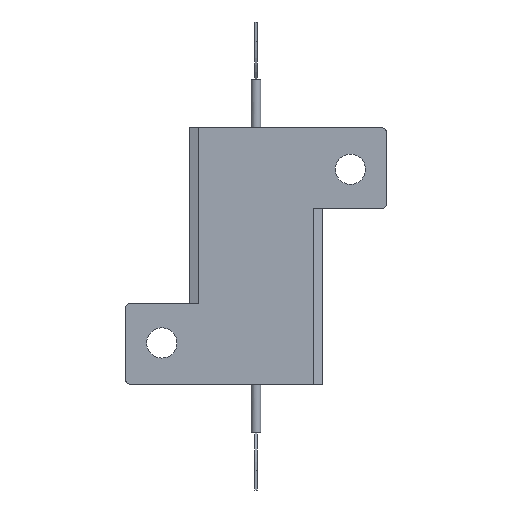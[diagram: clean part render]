
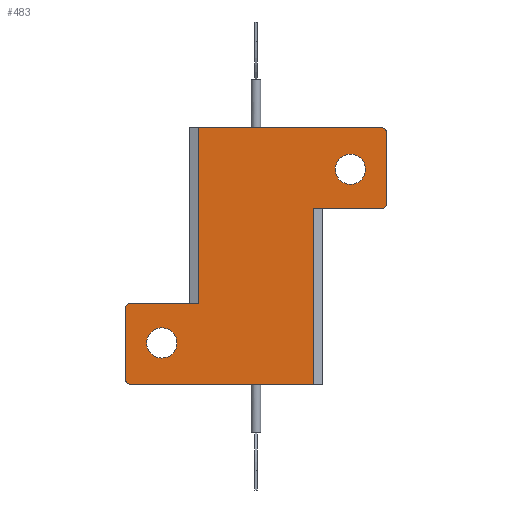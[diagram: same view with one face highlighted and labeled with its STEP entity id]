
A CAD part, front view. The second image highlights one B-rep face of the part: STEP entity #483.
In plain terms, the highlighted planar face has unit normal (0, -1, 0).
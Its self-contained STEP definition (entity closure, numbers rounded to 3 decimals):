
#5 = EDGE_CURVE ( 'NONE', #337, #1617, #3627, .T. ) ;
#37 = DIRECTION ( 'NONE',  ( 0., 0., 1. ) ) ;
#186 = EDGE_CURVE ( 'NONE', #1616, #382, #4205, .T. ) ;
#198 = EDGE_CURVE ( 'NONE', #393, #615, #4225, .T. ) ;
#283 = EDGE_CURVE ( 'NONE', #1617, #585, #4236, .T. ) ;
#290 = EDGE_CURVE ( 'NONE', #361, #355, #4250, .T. ) ;
#293 = EDGE_CURVE ( 'NONE', #341, #2270, #4255, .T. ) ;
#294 = EDGE_CURVE ( 'NONE', #342, #340, #4245, .T. ) ;
#295 = EDGE_CURVE ( 'NONE', #615, #374, #4257, .T. ) ;
#296 = EDGE_CURVE ( 'NONE', #374, #382, #4259, .T. ) ;
#337 = VERTEX_POINT ( 'NONE', #3148 ) ;
#340 = VERTEX_POINT ( 'NONE', #3151 ) ;
#341 = VERTEX_POINT ( 'NONE', #3152 ) ;
#342 = VERTEX_POINT ( 'NONE', #3153 ) ;
#355 = VERTEX_POINT ( 'NONE', #2464 ) ;
#361 = VERTEX_POINT ( 'NONE', #2470 ) ;
#364 = VERTEX_POINT ( 'NONE', #2473 ) ;
#369 = VERTEX_POINT ( 'NONE', #5160 ) ;
#374 = VERTEX_POINT ( 'NONE', #5165 ) ;
#382 = VERTEX_POINT ( 'NONE', #5173 ) ;
#393 = VERTEX_POINT ( 'NONE', #2432 ) ;
#418 = EDGE_CURVE ( 'NONE', #340, #342, #3577, .T. ) ;
#483 = ADVANCED_FACE ( 'NONE', ( #2521, #2525, #2522 ), #3337, .T. ) ;
#585 = VERTEX_POINT ( 'NONE', #1390 ) ;
#615 = VERTEX_POINT ( 'NONE', #1418 ) ;
#729 = CARTESIAN_POINT ( 'NONE',  ( -13.715, 0., -13.485 ) ) ;
#917 = AXIS2_PLACEMENT_3D ( 'NONE', #2279, #2280, #2281 ) ;
#918 = AXIS2_PLACEMENT_3D ( 'NONE', #2284, #2285, #2286 ) ;
#919 = AXIS2_PLACEMENT_3D ( 'NONE', #2289, #2290, #2291 ) ;
#953 = AXIS2_PLACEMENT_3D ( 'NONE', #4830, #4831, #4832 ) ;
#1320 = EDGE_LOOP ( 'NONE', ( #1920, #1921, #1922, #1923, #1924, #1925, #1926, #1927, #1928, #1929, #1930, #1931 ) ) ;
#1332 = CARTESIAN_POINT ( 'NONE',  ( -6.008, 0., 13.485 ) ) ;
#1333 = DIRECTION ( 'NONE',  ( 0., 0., -1. ) ) ;
#1390 = CARTESIAN_POINT ( 'NONE',  ( 6.008, 0., 4.985 ) ) ;
#1418 = CARTESIAN_POINT ( 'NONE',  ( -6.008, 0., -4.985 ) ) ;
#1474 = CARTESIAN_POINT ( 'NONE',  ( 6.008, 0., -13.485 ) ) ;
#1488 = CARTESIAN_POINT ( 'NONE',  ( 6.008, 0., -13.485 ) ) ;
#1616 = VERTEX_POINT ( 'NONE', #4680 ) ;
#1617 = VERTEX_POINT ( 'NONE', #1474 ) ;
#1721 = EDGE_LOOP ( 'NONE', ( #1918, #1919 ) ) ;
#1723 = EDGE_LOOP ( 'NONE', ( #1916, #1917 ) ) ;
#1778 = AXIS2_PLACEMENT_3D ( 'NONE', #3343, #3344, #3345 ) ;
#1916 = ORIENTED_EDGE ( 'NONE', *, *, #293, .T. ) ;
#1917 = ORIENTED_EDGE ( 'NONE', *, *, #5311, .T. ) ;
#1918 = ORIENTED_EDGE ( 'NONE', *, *, #294, .T. ) ;
#1919 = ORIENTED_EDGE ( 'NONE', *, *, #418, .T. ) ;
#1920 = ORIENTED_EDGE ( 'NONE', *, *, #295, .T. ) ;
#1921 = ORIENTED_EDGE ( 'NONE', *, *, #296, .T. ) ;
#1922 = ORIENTED_EDGE ( 'NONE', *, *, #186, .F. ) ;
#1923 = ORIENTED_EDGE ( 'NONE', *, *, #2095, .T. ) ;
#1924 = ORIENTED_EDGE ( 'NONE', *, *, #5, .T. ) ;
#1925 = ORIENTED_EDGE ( 'NONE', *, *, #283, .T. ) ;
#1926 = ORIENTED_EDGE ( 'NONE', *, *, #2096, .T. ) ;
#1927 = ORIENTED_EDGE ( 'NONE', *, *, #2097, .T. ) ;
#1928 = ORIENTED_EDGE ( 'NONE', *, *, #290, .T. ) ;
#1929 = ORIENTED_EDGE ( 'NONE', *, *, #2098, .T. ) ;
#1930 = ORIENTED_EDGE ( 'NONE', *, *, #2099, .F. ) ;
#1931 = ORIENTED_EDGE ( 'NONE', *, *, #198, .T. ) ;
#2095 = EDGE_CURVE ( 'NONE', #1616, #337, #4346, .T. ) ;
#2096 = EDGE_CURVE ( 'NONE', #585, #369, #4339, .T. ) ;
#2097 = EDGE_CURVE ( 'NONE', #369, #361, #4345, .T. ) ;
#2098 = EDGE_CURVE ( 'NONE', #355, #364, #4343, .T. ) ;
#2099 = EDGE_CURVE ( 'NONE', #393, #364, #4342, .T. ) ;
#2196 = CIRCLE ( 'NONE', #953, 1.59 ) ;
#2270 = VERTEX_POINT ( 'NONE', #2411 ) ;
#2277 = CARTESIAN_POINT ( 'NONE',  ( 13.715, 0., 4.985 ) ) ;
#2278 = DIRECTION ( 'NONE',  ( 1., 0., 0. ) ) ;
#2279 = CARTESIAN_POINT ( 'NONE',  ( -13.215, 0., -12.985 ) ) ;
#2280 = DIRECTION ( 'NONE',  ( 0., -1., 0. ) ) ;
#2281 = DIRECTION ( 'NONE',  ( 1., 0., 0. ) ) ;
#2282 = CARTESIAN_POINT ( 'NONE',  ( -13.715, 0., 13.485 ) ) ;
#2283 = DIRECTION ( 'NONE',  ( 1., 0., 0. ) ) ;
#2284 = CARTESIAN_POINT ( 'NONE',  ( 13.215, 0., 5.485 ) ) ;
#2285 = DIRECTION ( 'NONE',  ( 0., -1., 0. ) ) ;
#2286 = DIRECTION ( 'NONE',  ( 1., 0., 0. ) ) ;
#2289 = CARTESIAN_POINT ( 'NONE',  ( 13.215, 0., 12.985 ) ) ;
#2290 = DIRECTION ( 'NONE',  ( 0., -1., 0. ) ) ;
#2291 = DIRECTION ( 'NONE',  ( 1., 0., 0. ) ) ;
#2411 = CARTESIAN_POINT ( 'NONE',  ( 9.935, 0., 7.525 ) ) ;
#2432 = CARTESIAN_POINT ( 'NONE',  ( -6.008, 0., 13.485 ) ) ;
#2464 = CARTESIAN_POINT ( 'NONE',  ( 13.715, 0., 12.985 ) ) ;
#2470 = CARTESIAN_POINT ( 'NONE',  ( 13.715, 0., 5.485 ) ) ;
#2473 = CARTESIAN_POINT ( 'NONE',  ( 13.215, 0., 13.485 ) ) ;
#2521 = FACE_BOUND ( 'NONE', #1723, .T. ) ;
#2522 = FACE_OUTER_BOUND ( 'NONE', #1320, .T. ) ;
#2525 = FACE_BOUND ( 'NONE', #1721, .T. ) ;
#3148 = CARTESIAN_POINT ( 'NONE',  ( -13.215, 0., -13.485 ) ) ;
#3151 = CARTESIAN_POINT ( 'NONE',  ( -9.905, 0., -10.735 ) ) ;
#3152 = CARTESIAN_POINT ( 'NONE',  ( 9.935, 0., 10.705 ) ) ;
#3153 = CARTESIAN_POINT ( 'NONE',  ( -9.905, 0., -7.555 ) ) ;
#3279 = DIRECTION ( 'NONE',  ( 1., 0., 0. ) ) ;
#3281 = CARTESIAN_POINT ( 'NONE',  ( -13.715, 0., -13.485 ) ) ;
#3337 = PLANE ( 'NONE',  #1778 ) ;
#3343 = CARTESIAN_POINT ( 'NONE',  ( -13.715, 0., -13.485 ) ) ;
#3344 = DIRECTION ( 'NONE',  ( 0., -1., 0. ) ) ;
#3345 = DIRECTION ( 'NONE',  ( 1., 0., 0. ) ) ;
#3577 = CIRCLE ( 'NONE', #4155, 1.59 ) ;
#3627 = LINE ( 'NONE', #3281, #3630 ) ;
#3630 = VECTOR ( 'NONE', #3279, 1000. ) ;
#4125 = DIRECTION ( 'NONE',  ( 0., 0., 1. ) ) ;
#4131 = CARTESIAN_POINT ( 'NONE',  ( 13.715, 0., -13.485 ) ) ;
#4132 = DIRECTION ( 'NONE',  ( 0., 0., 1. ) ) ;
#4148 = AXIS2_PLACEMENT_3D ( 'NONE', #4682, #4683, #4684 ) ;
#4149 = AXIS2_PLACEMENT_3D ( 'NONE', #4687, #4688, #4689 ) ;
#4150 = AXIS2_PLACEMENT_3D ( 'NONE', #4692, #4693, #4694 ) ;
#4155 = AXIS2_PLACEMENT_3D ( 'NONE', #4726, #4727, #4728 ) ;
#4205 = LINE ( 'NONE', #729, #4206 ) ;
#4206 = VECTOR ( 'NONE', #37, 1000. ) ;
#4225 = LINE ( 'NONE', #1332, #4228 ) ;
#4228 = VECTOR ( 'NONE', #1333, 1000. ) ;
#4236 = LINE ( 'NONE', #1488, #4241 ) ;
#4241 = VECTOR ( 'NONE', #4125, 1000. ) ;
#4245 = CIRCLE ( 'NONE', #4149, 1.59 ) ;
#4250 = LINE ( 'NONE', #4131, #4252 ) ;
#4252 = VECTOR ( 'NONE', #4132, 1000. ) ;
#4255 = CIRCLE ( 'NONE', #4148, 1.59 ) ;
#4257 = LINE ( 'NONE', #4686, #4260 ) ;
#4259 = CIRCLE ( 'NONE', #4150, 0.5 ) ;
#4260 = VECTOR ( 'NONE', #4681, 1000. ) ;
#4339 = LINE ( 'NONE', #2277, #4344 ) ;
#4340 = VECTOR ( 'NONE', #2283, 1000. ) ;
#4342 = LINE ( 'NONE', #2282, #4340 ) ;
#4343 = CIRCLE ( 'NONE', #919, 0.5 ) ;
#4344 = VECTOR ( 'NONE', #2278, 1000. ) ;
#4345 = CIRCLE ( 'NONE', #918, 0.5 ) ;
#4346 = CIRCLE ( 'NONE', #917, 0.5 ) ;
#4680 = CARTESIAN_POINT ( 'NONE',  ( -13.715, 0., -12.985 ) ) ;
#4681 = DIRECTION ( 'NONE',  ( -1., 0., 0. ) ) ;
#4682 = CARTESIAN_POINT ( 'NONE',  ( 9.935, 0., 9.115 ) ) ;
#4683 = DIRECTION ( 'NONE',  ( 0., 1., 0. ) ) ;
#4684 = DIRECTION ( 'NONE',  ( 0., 0., 1. ) ) ;
#4686 = CARTESIAN_POINT ( 'NONE',  ( -6.008, 0., -4.985 ) ) ;
#4687 = CARTESIAN_POINT ( 'NONE',  ( -9.905, 0., -9.145 ) ) ;
#4688 = DIRECTION ( 'NONE',  ( 0., 1., 0. ) ) ;
#4689 = DIRECTION ( 'NONE',  ( 0., 0., 1. ) ) ;
#4692 = CARTESIAN_POINT ( 'NONE',  ( -13.215, 0., -5.485 ) ) ;
#4693 = DIRECTION ( 'NONE',  ( 0., -1., 0. ) ) ;
#4694 = DIRECTION ( 'NONE',  ( 1., 0., 0. ) ) ;
#4726 = CARTESIAN_POINT ( 'NONE',  ( -9.905, 0., -9.145 ) ) ;
#4727 = DIRECTION ( 'NONE',  ( 0., 1., 0. ) ) ;
#4728 = DIRECTION ( 'NONE',  ( 0., 0., 1. ) ) ;
#4830 = CARTESIAN_POINT ( 'NONE',  ( 9.935, 0., 9.115 ) ) ;
#4831 = DIRECTION ( 'NONE',  ( 0., 1., 0. ) ) ;
#4832 = DIRECTION ( 'NONE',  ( 0., 0., 1. ) ) ;
#5160 = CARTESIAN_POINT ( 'NONE',  ( 13.215, 0., 4.985 ) ) ;
#5165 = CARTESIAN_POINT ( 'NONE',  ( -13.215, 0., -4.985 ) ) ;
#5173 = CARTESIAN_POINT ( 'NONE',  ( -13.715, 0., -5.485 ) ) ;
#5311 = EDGE_CURVE ( 'NONE', #2270, #341, #2196, .T. ) ;
